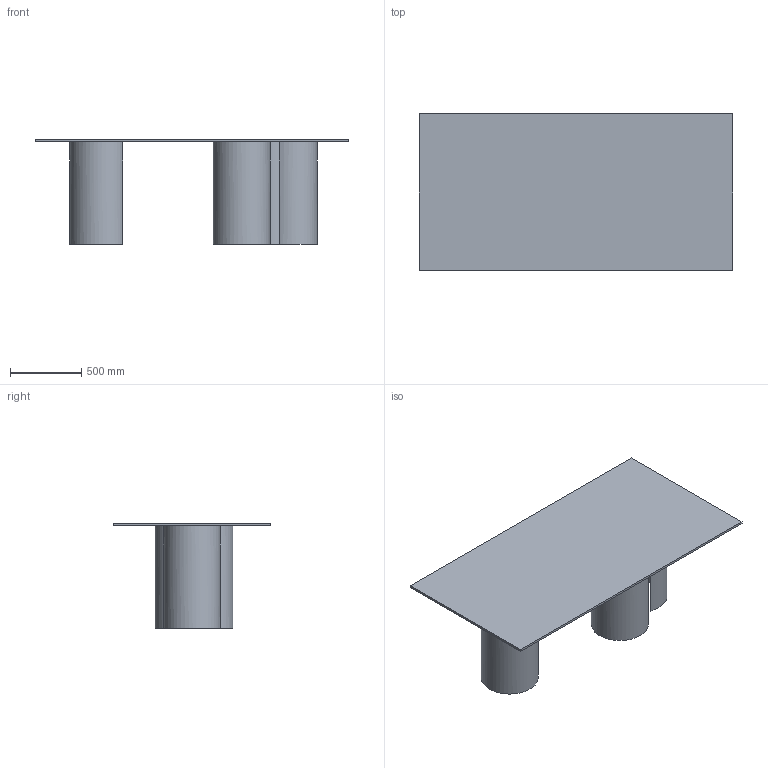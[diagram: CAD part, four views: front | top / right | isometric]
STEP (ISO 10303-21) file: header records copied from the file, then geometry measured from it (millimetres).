
FILE_DESCRIPTION(/* description */ (''),/* implementation_level */ '2;1');
FILE_NAME(/* name */ '1942 - Luxor 220x110',/* time_stamp */ '2010-12-10T11:39:47+01:00',/* author */ (''),/* organization */ (''),/* preprocessor_version */ 'ST-DEVELOPER v10',/* originating_system */ '',/* authorisation */ '');
FILE_SCHEMA (('CONFIG_CONTROL_DESIGN'));
Length unit declared in the file: centimetre
Products named in the file (1): 1
Bounding box: 2200 x 1100 x 736 mm (x, y, z)
Volume: 60869729.6 mm3; surface area: 9466466 mm2
Topology: 4 solids, 4 shells, 24 faces, 48 edges, 32 vertices
Faces by surface type: bspline 18, plane 6
Entity records: 1187 total; most frequent: CARTESIAN_POINT 784, ORIENTED_EDGE 96, EDGE_CURVE 48, B_SPLINE_CURVE_WITH_KNOTS 33, VERTEX_POINT 32, ADVANCED_FACE 24, FACE_OUTER_BOUND 24, EDGE_LOOP 24
